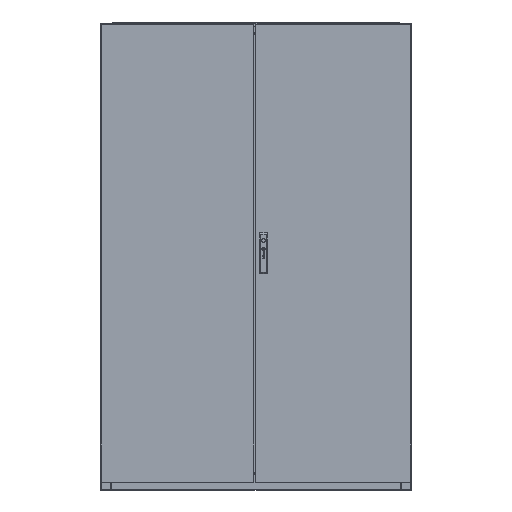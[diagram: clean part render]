
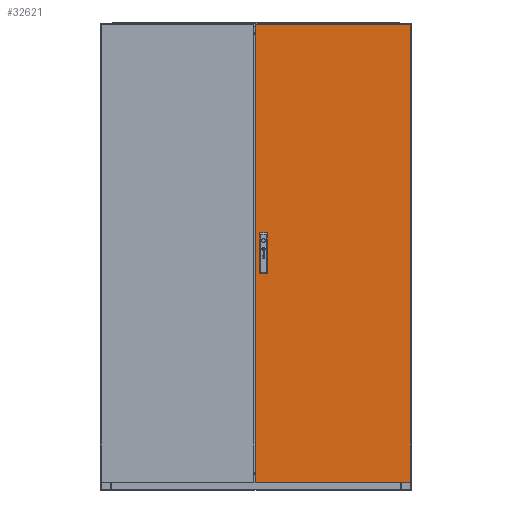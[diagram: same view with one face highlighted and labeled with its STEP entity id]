
A CAD part, top view. The second image highlights one B-rep face of the part: STEP entity #32621.
In plain terms, the highlighted planar face has unit normal (0, 0, 1).
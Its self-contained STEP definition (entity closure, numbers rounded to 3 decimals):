
#2418 = CARTESIAN_POINT ( 'NONE',  ( -252.8, -78.5, 0. ) ) ;
#4036 = VECTOR ( 'NONE', #147921, 1000. ) ;
#4088 = DIRECTION ( 'NONE',  ( 1., 0., 0. ) ) ;
#4971 = VECTOR ( 'NONE', #45318, 1000. ) ;
#5821 = DIRECTION ( 'NONE',  ( 0., -1., 0. ) ) ;
#10637 = EDGE_CURVE ( 'NONE', #139464, #93009, #64756, .T. ) ;
#11968 = EDGE_LOOP ( 'NONE', ( #75760, #100814, #107212, #111129 ) ) ;
#22590 = LINE ( 'NONE', #138723, #53046 ) ;
#27289 = EDGE_CURVE ( 'NONE', #139464, #106417, #105533, .T. ) ;
#29983 = CARTESIAN_POINT ( 'NONE',  ( -300., -883.5, 0. ) ) ;
#30151 = ORIENTED_EDGE ( 'NONE', *, *, #50946, .T. ) ;
#31764 = CARTESIAN_POINT ( 'NONE',  ( -300., 883.5, 0. ) ) ;
#32621 = ADVANCED_FACE ( 'NONE', ( #127648, #66798 ), #113656, .T. ) ;
#35584 = DIRECTION ( 'NONE',  ( 0., 1., 0. ) ) ;
#36588 = CARTESIAN_POINT ( 'NONE',  ( -300., 883.5, 0. ) ) ;
#37374 = CARTESIAN_POINT ( 'NONE',  ( -283.2, 0., 0. ) ) ;
#39466 = CARTESIAN_POINT ( 'NONE',  ( -300., -883.5, 0. ) ) ;
#40693 = VERTEX_POINT ( 'NONE', #31764 ) ;
#43281 = CARTESIAN_POINT ( 'NONE',  ( -283.2, -78.5, 0. ) ) ;
#44542 = VECTOR ( 'NONE', #4088, 1000. ) ;
#45318 = DIRECTION ( 'NONE',  ( -1., 0., 0. ) ) ;
#48783 = CARTESIAN_POINT ( 'NONE',  ( -283.2, 78.5, 0. ) ) ;
#49658 = VECTOR ( 'NONE', #109068, 1000. ) ;
#50946 = EDGE_CURVE ( 'NONE', #106417, #117794, #95502, .T. ) ;
#51175 = ORIENTED_EDGE ( 'NONE', *, *, #10637, .F. ) ;
#53046 = VECTOR ( 'NONE', #35584, 1000. ) ;
#54165 = VERTEX_POINT ( 'NONE', #80491 ) ;
#56576 = DIRECTION ( 'NONE',  ( 1., 0., 0. ) ) ;
#59696 = LINE ( 'NONE', #43281, #63290 ) ;
#62840 = EDGE_CURVE ( 'NONE', #40693, #73542, #129238, .T. ) ;
#63290 = VECTOR ( 'NONE', #123380, 1000. ) ;
#63909 = EDGE_CURVE ( 'NONE', #126665, #40693, #133998, .T. ) ;
#64756 = LINE ( 'NONE', #37374, #91663 ) ;
#66798 = FACE_BOUND ( 'NONE', #110269, .T. ) ;
#68413 = VECTOR ( 'NONE', #81708, 1000. ) ;
#73542 = VERTEX_POINT ( 'NONE', #29983 ) ;
#75760 = ORIENTED_EDGE ( 'NONE', *, *, #103200, .T. ) ;
#75832 = ORIENTED_EDGE ( 'NONE', *, *, #84391, .F. ) ;
#80156 = LINE ( 'NONE', #39466, #49658 ) ;
#80207 = AXIS2_PLACEMENT_3D ( 'NONE', #90668, #125111, #56576 ) ;
#80491 = CARTESIAN_POINT ( 'NONE',  ( 300., -883.5, 0. ) ) ;
#81708 = DIRECTION ( 'NONE',  ( 0., -1., 0. ) ) ;
#84391 = EDGE_CURVE ( 'NONE', #93009, #117794, #59696, .T. ) ;
#90668 = CARTESIAN_POINT ( 'NONE',  ( 0., 0., 0. ) ) ;
#91663 = VECTOR ( 'NONE', #5821, 1000. ) ;
#93009 = VERTEX_POINT ( 'NONE', #121752 ) ;
#95502 = LINE ( 'NONE', #147426, #4036 ) ;
#98409 = ORIENTED_EDGE ( 'NONE', *, *, #27289, .T. ) ;
#100814 = ORIENTED_EDGE ( 'NONE', *, *, #63909, .T. ) ;
#103200 = EDGE_CURVE ( 'NONE', #54165, #126665, #22590, .T. ) ;
#105533 = LINE ( 'NONE', #141777, #44542 ) ;
#106417 = VERTEX_POINT ( 'NONE', #137232 ) ;
#107212 = ORIENTED_EDGE ( 'NONE', *, *, #62840, .T. ) ;
#109068 = DIRECTION ( 'NONE',  ( 1., 0., 0. ) ) ;
#110269 = EDGE_LOOP ( 'NONE', ( #51175, #98409, #30151, #75832 ) ) ;
#111129 = ORIENTED_EDGE ( 'NONE', *, *, #114588, .T. ) ;
#113656 = PLANE ( 'NONE',  #80207 ) ;
#114588 = EDGE_CURVE ( 'NONE', #73542, #54165, #80156, .T. ) ;
#117794 = VERTEX_POINT ( 'NONE', #2418 ) ;
#121752 = CARTESIAN_POINT ( 'NONE',  ( -283.2, -78.5, 0. ) ) ;
#123380 = DIRECTION ( 'NONE',  ( 1., 0., 0. ) ) ;
#124108 = CARTESIAN_POINT ( 'NONE',  ( 300., 883.5, 0. ) ) ;
#125111 = DIRECTION ( 'NONE',  ( 0., 0., 1. ) ) ;
#126665 = VERTEX_POINT ( 'NONE', #124108 ) ;
#127648 = FACE_OUTER_BOUND ( 'NONE', #11968, .T. ) ;
#129238 = LINE ( 'NONE', #36588, #68413 ) ;
#133998 = LINE ( 'NONE', #147986, #4971 ) ;
#137232 = CARTESIAN_POINT ( 'NONE',  ( -252.8, 78.5, 0. ) ) ;
#138723 = CARTESIAN_POINT ( 'NONE',  ( 300., 883.5, 0. ) ) ;
#139464 = VERTEX_POINT ( 'NONE', #48783 ) ;
#141777 = CARTESIAN_POINT ( 'NONE',  ( -283.2, 78.5, 0. ) ) ;
#147426 = CARTESIAN_POINT ( 'NONE',  ( -252.8, 0., 0. ) ) ;
#147921 = DIRECTION ( 'NONE',  ( 0., -1., 0. ) ) ;
#147986 = CARTESIAN_POINT ( 'NONE',  ( -300., 883.5, 0. ) ) ;
